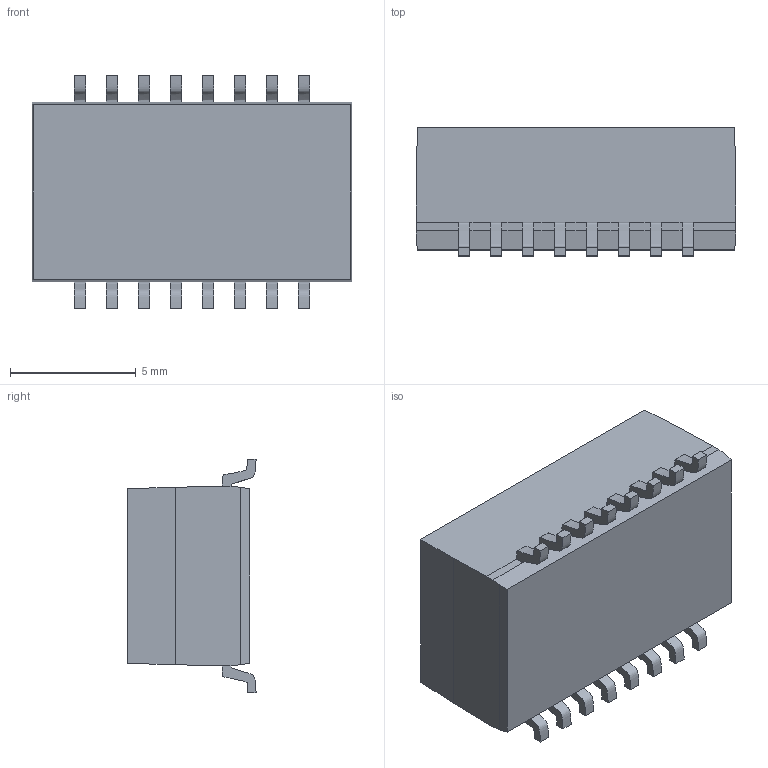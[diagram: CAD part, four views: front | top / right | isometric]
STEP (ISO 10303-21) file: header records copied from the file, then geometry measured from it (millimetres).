
FILE_DESCRIPTION (( 'STEP AP203' ), '1' );
FILE_NAME ('TM41654ANL.STEP', '2023-03-07T02:50:29', ( '' ), ( '' ), 'SwSTEP 2.0', 'SolidWorks 2022', '' );
FILE_SCHEMA (( 'CONFIG_CONTROL_DESIGN' ));
Length unit declared in the file: millimetre
Products named in the file (1): TM41654ANL
Bounding box: 12.7 x 5.1 x 9.3 mm (x, y, z)
Volume: 439.1 mm3; surface area: 414 mm2
Topology: 1 solids, 1 shells, 149 faces, 547 edges, 437 vertices
Faces by surface type: plane 115, bspline 32, cylinder 2
Entity records: 8768 total; most frequent: CARTESIAN_POINT 4630, ORIENTED_EDGE 1094, EDGE_CURVE 547, DIRECTION 442, VERTEX_POINT 437, B_SPLINE_CURVE_WITH_KNOTS 345, VECTOR 198, LINE 198
